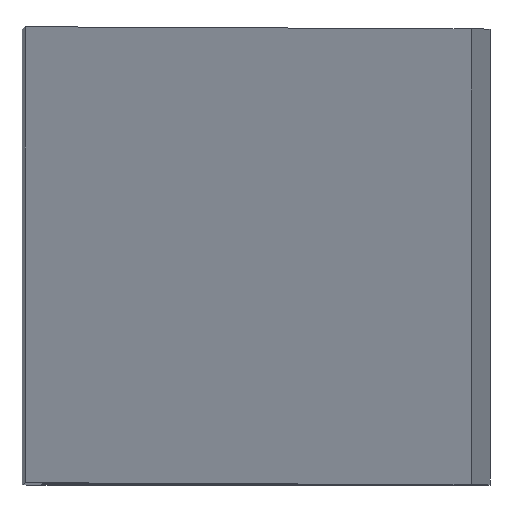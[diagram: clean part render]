
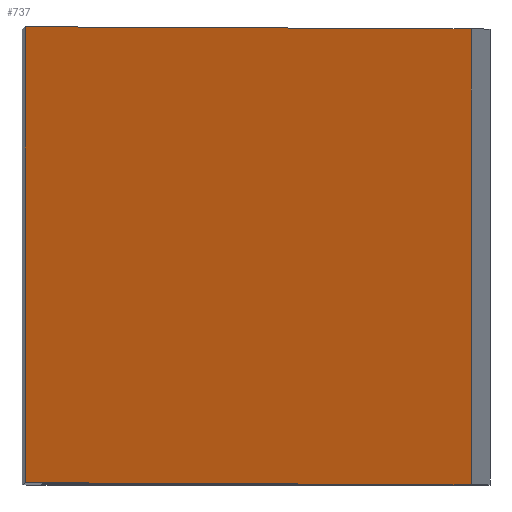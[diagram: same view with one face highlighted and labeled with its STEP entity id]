
A CAD part, top view. The second image highlights one B-rep face of the part: STEP entity #737.
In plain terms, the highlighted planar face has unit normal (0.939, 0, 0.344).
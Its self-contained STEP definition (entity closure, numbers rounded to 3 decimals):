
#65=FACE_OUTER_BOUND('',#100,.T.);
#100=EDGE_LOOP('',(#590,#591,#592,#593));
#203=LINE('',#1131,#298);
#204=LINE('',#1134,#299);
#205=LINE('',#1136,#300);
#206=LINE('',#1137,#301);
#298=VECTOR('',#931,10.);
#299=VECTOR('',#934,10.);
#300=VECTOR('',#935,10.);
#301=VECTOR('',#936,10.);
#369=VERTEX_POINT('',#1127);
#370=VERTEX_POINT('',#1129);
#371=VERTEX_POINT('',#1133);
#372=VERTEX_POINT('',#1135);
#463=EDGE_CURVE('',#369,#370,#203,.T.);
#464=EDGE_CURVE('',#371,#369,#204,.T.);
#465=EDGE_CURVE('',#372,#370,#205,.T.);
#466=EDGE_CURVE('',#371,#372,#206,.T.);
#590=ORIENTED_EDGE('',*,*,#464,.T.);
#591=ORIENTED_EDGE('',*,*,#463,.T.);
#592=ORIENTED_EDGE('',*,*,#465,.F.);
#593=ORIENTED_EDGE('',*,*,#466,.F.);
#702=PLANE('',#778);
#737=ADVANCED_FACE('',(#65),#702,.T.);
#778=AXIS2_PLACEMENT_3D('',#1132,#932,#933);
#931=DIRECTION('',(0.,1.,0.));
#932=DIRECTION('center_axis',(0.939,0.,0.344));
#933=DIRECTION('ref_axis',(0.344,0.,-0.939));
#934=DIRECTION('',(0.344,0.,-0.939));
#935=DIRECTION('',(0.344,0.,-0.939));
#936=DIRECTION('',(0.,1.,0.));
#1127=CARTESIAN_POINT('',(36.194,-27.625,47.791));
#1129=CARTESIAN_POINT('',(36.194,-2.625,47.791));
#1131=CARTESIAN_POINT('',(36.194,-27.625,47.791));
#1132=CARTESIAN_POINT('Origin',(11.749,-27.625,114.565));
#1133=CARTESIAN_POINT('',(11.749,-27.625,114.565));
#1134=CARTESIAN_POINT('',(11.749,-27.625,114.565));
#1135=CARTESIAN_POINT('',(11.749,-2.625,114.565));
#1136=CARTESIAN_POINT('',(11.749,-2.625,114.565));
#1137=CARTESIAN_POINT('',(11.749,-27.625,114.565));
